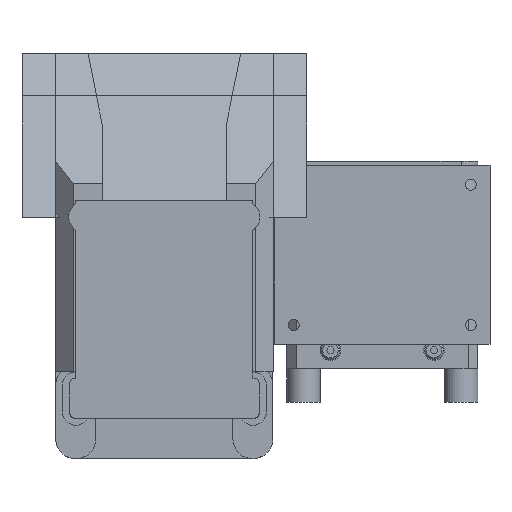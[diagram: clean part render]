
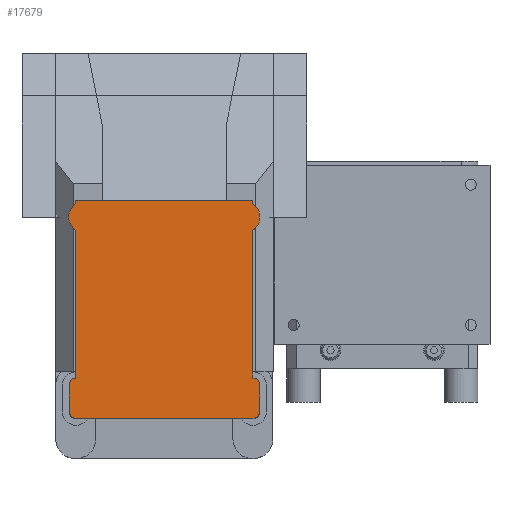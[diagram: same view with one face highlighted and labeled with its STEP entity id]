
A CAD part, top view. The second image highlights one B-rep face of the part: STEP entity #17679.
In plain terms, the highlighted planar face has unit normal (0, 0, 1).
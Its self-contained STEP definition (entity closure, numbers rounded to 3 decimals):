
#73 = VERTEX_POINT ( 'NONE', #14625 ) ;
#74 = VERTEX_POINT ( 'NONE', #21572 ) ;
#178 = CIRCLE ( 'NONE', #12944, 5. ) ;
#531 = CARTESIAN_POINT ( 'NONE',  ( -38.7, -36., 102.75 ) ) ;
#556 = CARTESIAN_POINT ( 'NONE',  ( -91.7, -36., 102.75 ) ) ;
#562 = AXIS2_PLACEMENT_3D ( 'NONE', #1253, #8238, #15202 ) ;
#579 = CIRCLE ( 'NONE', #562, 5. ) ;
#699 = EDGE_CURVE ( 'NONE', #7588, #20964, #13610, .T. ) ;
#743 = CARTESIAN_POINT ( 'NONE',  ( -93.7, -26., 102.75 ) ) ;
#963 = DIRECTION ( 'NONE',  ( 1., 0., 0. ) ) ;
#1163 = ORIENTED_EDGE ( 'NONE', *, *, #3159, .T. ) ;
#1253 = CARTESIAN_POINT ( 'NONE',  ( -41.6, 24.2, 102.75 ) ) ;
#1281 = EDGE_CURVE ( 'NONE', #74, #17427, #7392, .T. ) ;
#1500 = DIRECTION ( 'NONE',  ( 1., 0., 0. ) ) ;
#1509 = DIRECTION ( 'NONE',  ( 0., 1., 0. ) ) ;
#1589 = DIRECTION ( 'NONE',  ( 1., 0., 0. ) ) ;
#1761 = CARTESIAN_POINT ( 'NONE',  ( -38.7, 29.2, 102.75 ) ) ;
#1789 = CIRCLE ( 'NONE', #14565, 2. ) ;
#2099 = DIRECTION ( 'NONE',  ( 1., 0., 0. ) ) ;
#2202 = CARTESIAN_POINT ( 'NONE',  ( -93.7, -26., 102.75 ) ) ;
#2254 = DIRECTION ( 'NONE',  ( 0., 0., 1. ) ) ;
#3159 = EDGE_CURVE ( 'NONE', #22419, #3243, #10212, .T. ) ;
#3243 = VERTEX_POINT ( 'NONE', #19316 ) ;
#3274 = CARTESIAN_POINT ( 'NONE',  ( -91.7, -36., 102.75 ) ) ;
#3310 = PLANE ( 'NONE',  #18550 ) ;
#3870 = ORIENTED_EDGE ( 'NONE', *, *, #18920, .T. ) ;
#4018 = AXIS2_PLACEMENT_3D ( 'NONE', #10201, #17164, #1500 ) ;
#4035 = CIRCLE ( 'NONE', #4018, 2. ) ;
#4060 = CIRCLE ( 'NONE', #16836, 5. ) ;
#4163 = VERTEX_POINT ( 'NONE', #15587 ) ;
#4242 = CARTESIAN_POINT ( 'NONE',  ( -88.8, 24.2, 102.75 ) ) ;
#4276 = VERTEX_POINT ( 'NONE', #7460 ) ;
#4466 = DIRECTION ( 'NONE',  ( 0., 0., 1. ) ) ;
#4924 = DIRECTION ( 'NONE',  ( 1., 0., 0. ) ) ;
#5176 = CARTESIAN_POINT ( 'NONE',  ( -91.7, 29.2, 102.75 ) ) ;
#5255 = VECTOR ( 'NONE', #12155, 1000. ) ;
#5286 = LINE ( 'NONE', #12269, #11105 ) ;
#5430 = DIRECTION ( 'NONE',  ( 0., -1., 0. ) ) ;
#5831 = EDGE_CURVE ( 'NONE', #73, #13759, #5286, .T. ) ;
#5889 = CIRCLE ( 'NONE', #18679, 5. ) ;
#6705 = CARTESIAN_POINT ( 'NONE',  ( -91.7, 28.273, 102.75 ) ) ;
#6783 = DIRECTION ( 'NONE',  ( 0., 0., 1. ) ) ;
#7054 = EDGE_CURVE ( 'NONE', #11940, #18226, #18931, .T. ) ;
#7265 = CIRCLE ( 'NONE', #20026, 2. ) ;
#7392 = LINE ( 'NONE', #14362, #20106 ) ;
#7460 = CARTESIAN_POINT ( 'NONE',  ( -91.7, 29.2, 102.75 ) ) ;
#7588 = VERTEX_POINT ( 'NONE', #556 ) ;
#7952 = EDGE_LOOP ( 'NONE', ( #12340, #3870, #21604, #13780, #8834, #14138, #17204, #12054, #15992, #9835, #1163, #14562, #18833, #10862, #11394, #18431 ) ) ;
#8009 = VECTOR ( 'NONE', #5430, 1000. ) ;
#8238 = DIRECTION ( 'NONE',  ( 0., 0., 1. ) ) ;
#8461 = VECTOR ( 'NONE', #10263, 1000. ) ;
#8749 = AXIS2_PLACEMENT_3D ( 'NONE', #22413, #6783, #13752 ) ;
#8834 = ORIENTED_EDGE ( 'NONE', *, *, #16985, .T. ) ;
#9082 = VERTEX_POINT ( 'NONE', #20583 ) ;
#9089 = EDGE_CURVE ( 'NONE', #4163, #7588, #4035, .T. ) ;
#9190 = DIRECTION ( 'NONE',  ( 0., -1., 0. ) ) ;
#9236 = DIRECTION ( 'NONE',  ( 1., 0., 0. ) ) ;
#9658 = CARTESIAN_POINT ( 'NONE',  ( -88.8, 24.2, 102.75 ) ) ;
#9835 = ORIENTED_EDGE ( 'NONE', *, *, #20961, .T. ) ;
#10201 = CARTESIAN_POINT ( 'NONE',  ( -91.7, -34., 102.75 ) ) ;
#10212 = LINE ( 'NONE', #17173, #19840 ) ;
#10263 = DIRECTION ( 'NONE',  ( 0., -1., 0. ) ) ;
#10296 = CARTESIAN_POINT ( 'NONE',  ( -41.6, 24.2, 102.75 ) ) ;
#10613 = EDGE_CURVE ( 'NONE', #3243, #9082, #579, .T. ) ;
#10810 = CARTESIAN_POINT ( 'NONE',  ( -38.7, -34., 102.75 ) ) ;
#10862 = ORIENTED_EDGE ( 'NONE', *, *, #5831, .T. ) ;
#11105 = VECTOR ( 'NONE', #19224, 1000. ) ;
#11218 = DIRECTION ( 'NONE',  ( 0., 0., 1. ) ) ;
#11394 = ORIENTED_EDGE ( 'NONE', *, *, #19941, .T. ) ;
#11446 = DIRECTION ( 'NONE',  ( 1., 0., 0. ) ) ;
#11940 = VERTEX_POINT ( 'NONE', #12361 ) ;
#12054 = ORIENTED_EDGE ( 'NONE', *, *, #13815, .T. ) ;
#12155 = DIRECTION ( 'NONE',  ( -1., 0., 0. ) ) ;
#12203 = CARTESIAN_POINT ( 'NONE',  ( -38.7, -24., 102.75 ) ) ;
#12269 = CARTESIAN_POINT ( 'NONE',  ( -38.7, -36., 102.75 ) ) ;
#12340 = ORIENTED_EDGE ( 'NONE', *, *, #15572, .T. ) ;
#12361 = CARTESIAN_POINT ( 'NONE',  ( -91.7, 20.127, 102.75 ) ) ;
#12399 = VERTEX_POINT ( 'NONE', #743 ) ;
#12944 = AXIS2_PLACEMENT_3D ( 'NONE', #9658, #16623, #963 ) ;
#13610 = LINE ( 'NONE', #20569, #21503 ) ;
#13752 = DIRECTION ( 'NONE',  ( 1., 0., 0. ) ) ;
#13759 = VERTEX_POINT ( 'NONE', #1761 ) ;
#13780 = ORIENTED_EDGE ( 'NONE', *, *, #14093, .T. ) ;
#13815 = EDGE_CURVE ( 'NONE', #20964, #74, #7265, .T. ) ;
#13897 = VERTEX_POINT ( 'NONE', #18219 ) ;
#14093 = EDGE_CURVE ( 'NONE', #18226, #12399, #18604, .T. ) ;
#14128 = LINE ( 'NONE', #21077, #8009 ) ;
#14138 = ORIENTED_EDGE ( 'NONE', *, *, #9089, .T. ) ;
#14362 = CARTESIAN_POINT ( 'NONE',  ( -36.7, -34., 102.75 ) ) ;
#14562 = ORIENTED_EDGE ( 'NONE', *, *, #10613, .T. ) ;
#14565 = AXIS2_PLACEMENT_3D ( 'NONE', #17921, #2254, #9236 ) ;
#14625 = CARTESIAN_POINT ( 'NONE',  ( -38.7, 28.273, 102.75 ) ) ;
#15202 = DIRECTION ( 'NONE',  ( 1., 0., 0. ) ) ;
#15274 = VERTEX_POINT ( 'NONE', #6705 ) ;
#15572 = EDGE_CURVE ( 'NONE', #15274, #13897, #178, .T. ) ;
#15587 = CARTESIAN_POINT ( 'NONE',  ( -93.7, -34., 102.75 ) ) ;
#15992 = ORIENTED_EDGE ( 'NONE', *, *, #1281, .T. ) ;
#16122 = CARTESIAN_POINT ( 'NONE',  ( -36.7, -26., 102.75 ) ) ;
#16623 = DIRECTION ( 'NONE',  ( 0., 0., 1. ) ) ;
#16836 = AXIS2_PLACEMENT_3D ( 'NONE', #4242, #11218, #18189 ) ;
#16985 = EDGE_CURVE ( 'NONE', #12399, #4163, #17868, .T. ) ;
#17061 = VECTOR ( 'NONE', #9190, 1000. ) ;
#17164 = DIRECTION ( 'NONE',  ( 0., 0., 1. ) ) ;
#17173 = CARTESIAN_POINT ( 'NONE',  ( -38.7, -36., 102.75 ) ) ;
#17204 = ORIENTED_EDGE ( 'NONE', *, *, #699, .T. ) ;
#17253 = DIRECTION ( 'NONE',  ( 0., 0., 1. ) ) ;
#17427 = VERTEX_POINT ( 'NONE', #16122 ) ;
#17679 = ADVANCED_FACE ( 'NONE', ( #18964 ), #3310, .T. ) ;
#17761 = DIRECTION ( 'NONE',  ( 0., 0., 1. ) ) ;
#17868 = LINE ( 'NONE', #2202, #17061 ) ;
#17921 = CARTESIAN_POINT ( 'NONE',  ( -38.7, -26., 102.75 ) ) ;
#18189 = DIRECTION ( 'NONE',  ( 1., 0., 0. ) ) ;
#18219 = CARTESIAN_POINT ( 'NONE',  ( -93.8, 24.2, 102.75 ) ) ;
#18226 = VERTEX_POINT ( 'NONE', #20364 ) ;
#18431 = ORIENTED_EDGE ( 'NONE', *, *, #21313, .T. ) ;
#18550 = AXIS2_PLACEMENT_3D ( 'NONE', #10296, #17253, #1589 ) ;
#18604 = CIRCLE ( 'NONE', #8749, 2. ) ;
#18679 = AXIS2_PLACEMENT_3D ( 'NONE', #20107, #4466, #11446 ) ;
#18833 = ORIENTED_EDGE ( 'NONE', *, *, #18998, .T. ) ;
#18920 = EDGE_CURVE ( 'NONE', #13897, #11940, #4060, .T. ) ;
#18931 = LINE ( 'NONE', #3274, #8461 ) ;
#18964 = FACE_OUTER_BOUND ( 'NONE', #7952, .T. ) ;
#18998 = EDGE_CURVE ( 'NONE', #9082, #73, #5889, .T. ) ;
#19224 = DIRECTION ( 'NONE',  ( 0., 1., 0. ) ) ;
#19316 = CARTESIAN_POINT ( 'NONE',  ( -38.7, 20.127, 102.75 ) ) ;
#19840 = VECTOR ( 'NONE', #1509, 1000. ) ;
#19941 = EDGE_CURVE ( 'NONE', #13759, #4276, #20821, .T. ) ;
#20026 = AXIS2_PLACEMENT_3D ( 'NONE', #10810, #17761, #2099 ) ;
#20106 = VECTOR ( 'NONE', #21315, 1000. ) ;
#20107 = CARTESIAN_POINT ( 'NONE',  ( -41.6, 24.2, 102.75 ) ) ;
#20364 = CARTESIAN_POINT ( 'NONE',  ( -91.7, -24., 102.75 ) ) ;
#20569 = CARTESIAN_POINT ( 'NONE',  ( -91.7, -36., 102.75 ) ) ;
#20583 = CARTESIAN_POINT ( 'NONE',  ( -36.6, 24.2, 102.75 ) ) ;
#20821 = LINE ( 'NONE', #5176, #5255 ) ;
#20961 = EDGE_CURVE ( 'NONE', #17427, #22419, #1789, .T. ) ;
#20964 = VERTEX_POINT ( 'NONE', #531 ) ;
#21077 = CARTESIAN_POINT ( 'NONE',  ( -91.7, -36., 102.75 ) ) ;
#21313 = EDGE_CURVE ( 'NONE', #4276, #15274, #14128, .T. ) ;
#21315 = DIRECTION ( 'NONE',  ( 0., 1., 0. ) ) ;
#21503 = VECTOR ( 'NONE', #4924, 1000. ) ;
#21572 = CARTESIAN_POINT ( 'NONE',  ( -36.7, -34., 102.75 ) ) ;
#21604 = ORIENTED_EDGE ( 'NONE', *, *, #7054, .T. ) ;
#22413 = CARTESIAN_POINT ( 'NONE',  ( -91.7, -26., 102.75 ) ) ;
#22419 = VERTEX_POINT ( 'NONE', #12203 ) ;
